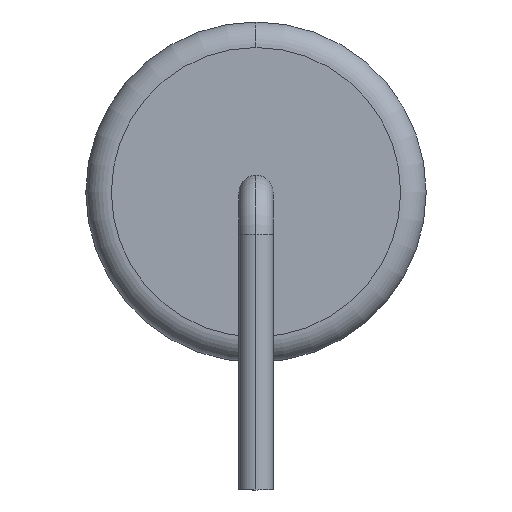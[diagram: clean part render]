
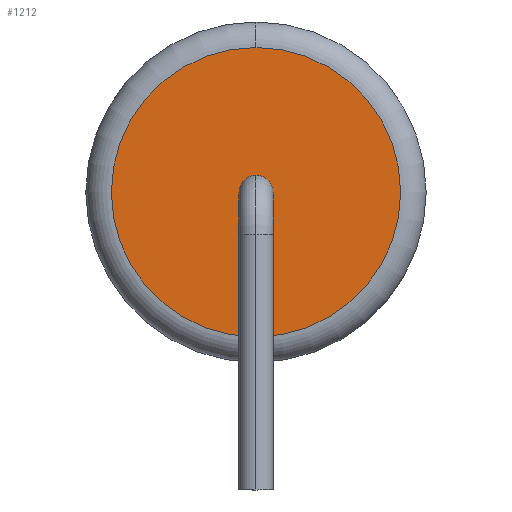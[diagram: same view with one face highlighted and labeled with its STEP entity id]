
A CAD part, left-side view. The second image highlights one B-rep face of the part: STEP entity #1212.
In plain terms, the highlighted planar face has unit normal (-1, 0, 0).
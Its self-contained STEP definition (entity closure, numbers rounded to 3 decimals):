
#50 = CIRCLE ( 'NONE', #643, 3.4 ) ;
#82 = DIRECTION ( 'NONE',  ( 0., 0., -1. ) ) ;
#83 = DIRECTION ( 'NONE',  ( 1., 0., 0. ) ) ;
#86 = CARTESIAN_POINT ( 'NONE',  ( -10.5, 0., 0. ) ) ;
#152 = PLANE ( 'NONE',  #307 ) ;
#219 = ORIENTED_EDGE ( 'NONE', *, *, #581, .F. ) ;
#307 = AXIS2_PLACEMENT_3D ( 'NONE', #86, #83, #82 ) ;
#349 = DIRECTION ( 'NONE',  ( 0., 0., -1. ) ) ;
#350 = DIRECTION ( 'NONE',  ( -1., 0., 0. ) ) ;
#351 = CARTESIAN_POINT ( 'NONE',  ( -10.5, 0., 0. ) ) ;
#378 = CARTESIAN_POINT ( 'NONE',  ( -10.5, 0., 3.4 ) ) ;
#517 = CARTESIAN_POINT ( 'NONE',  ( -10.5, 0., -0.4 ) ) ;
#529 = EDGE_LOOP ( 'NONE', ( #1315, #1319 ) ) ;
#566 = EDGE_CURVE ( 'NONE', #923, #1121, #585, .T. ) ;
#581 = EDGE_CURVE ( 'NONE', #1012, #948, #1178, .T. ) ;
#585 = CIRCLE ( 'NONE', #1397, 3.4 ) ;
#627 = CARTESIAN_POINT ( 'NONE',  ( -10.5, 0., 0.4 ) ) ;
#633 = DIRECTION ( 'NONE',  ( 0., 0., 1. ) ) ;
#636 = DIRECTION ( 'NONE',  ( -1., 0., 0. ) ) ;
#637 = CARTESIAN_POINT ( 'NONE',  ( -10.5, 0., 0. ) ) ;
#641 = CARTESIAN_POINT ( 'NONE',  ( -10.5, 0., -3.4 ) ) ;
#643 = AXIS2_PLACEMENT_3D ( 'NONE', #351, #350, #349 ) ;
#906 = EDGE_CURVE ( 'NONE', #948, #1012, #984, .T. ) ;
#923 = VERTEX_POINT ( 'NONE', #641 ) ;
#931 = AXIS2_PLACEMENT_3D ( 'NONE', #637, #636, #633 ) ;
#948 = VERTEX_POINT ( 'NONE', #627 ) ;
#984 = CIRCLE ( 'NONE', #931, 0.4 ) ;
#1012 = VERTEX_POINT ( 'NONE', #517 ) ;
#1100 = EDGE_CURVE ( 'NONE', #1121, #923, #50, .T. ) ;
#1121 = VERTEX_POINT ( 'NONE', #378 ) ;
#1158 = EDGE_LOOP ( 'NONE', ( #219, #1366 ) ) ;
#1178 = CIRCLE ( 'NONE', #1394, 0.4 ) ;
#1182 = DIRECTION ( 'NONE',  ( 0., 0., -1. ) ) ;
#1212 = ADVANCED_FACE ( 'NONE', ( #1287, #1289 ), #152, .F. ) ;
#1257 = DIRECTION ( 'NONE',  ( 0., 0., 1. ) ) ;
#1263 = DIRECTION ( 'NONE',  ( -1., 0., 0. ) ) ;
#1265 = CARTESIAN_POINT ( 'NONE',  ( -10.5, 0., 0. ) ) ;
#1279 = DIRECTION ( 'NONE',  ( -1., 0., 0. ) ) ;
#1280 = CARTESIAN_POINT ( 'NONE',  ( -10.5, 0., 0. ) ) ;
#1287 = FACE_OUTER_BOUND ( 'NONE', #529, .T. ) ;
#1289 = FACE_BOUND ( 'NONE', #1158, .T. ) ;
#1315 = ORIENTED_EDGE ( 'NONE', *, *, #566, .T. ) ;
#1319 = ORIENTED_EDGE ( 'NONE', *, *, #1100, .T. ) ;
#1366 = ORIENTED_EDGE ( 'NONE', *, *, #906, .F. ) ;
#1394 = AXIS2_PLACEMENT_3D ( 'NONE', #1265, #1263, #1257 ) ;
#1397 = AXIS2_PLACEMENT_3D ( 'NONE', #1280, #1279, #1182 ) ;
